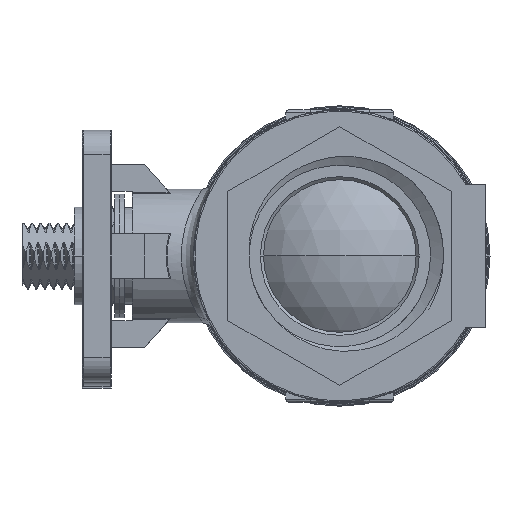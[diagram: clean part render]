
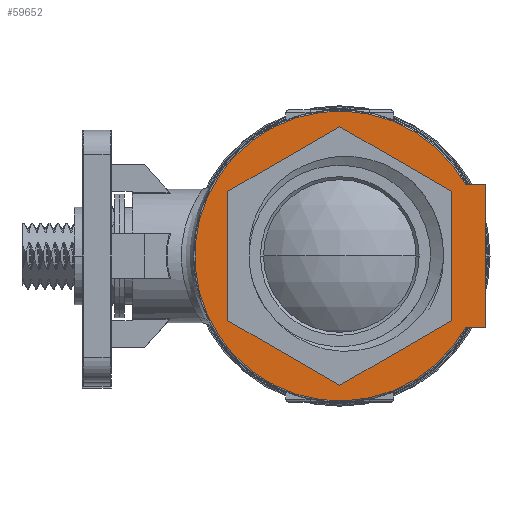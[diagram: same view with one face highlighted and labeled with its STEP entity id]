
A CAD part, left-side view. The second image highlights one B-rep face of the part: STEP entity #59652.
In plain terms, the highlighted planar face has unit normal (-1, 0, 0).
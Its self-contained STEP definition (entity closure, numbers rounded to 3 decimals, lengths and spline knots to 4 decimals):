
#231 = VERTEX_POINT ( 'NONE', #29102 ) ;
#2491 = CARTESIAN_POINT ( 'NONE',  ( -1.016, -0.9158, -0.5287 ) ) ;
#3680 = DIRECTION ( 'NONE',  ( 0., 0., 1. ) ) ;
#4651 = DIRECTION ( 'NONE',  ( 0., 0., 1. ) ) ;
#4739 = CARTESIAN_POINT ( 'NONE',  ( -1.016, 0., -1.0575 ) ) ;
#7899 = DIRECTION ( 'NONE',  ( 0., 0., -1. ) ) ;
#8974 = LINE ( 'NONE', #2491, #50662 ) ;
#10136 = VERTEX_POINT ( 'NONE', #75056 ) ;
#11745 = DIRECTION ( 'NONE',  ( 0., 0.866, -0.5 ) ) ;
#12005 = VERTEX_POINT ( 'NONE', #95424 ) ;
#13636 = EDGE_CURVE ( 'NONE', #87448, #83883, #32834, .T. ) ;
#14394 = ORIENTED_EDGE ( 'NONE', *, *, #49797, .T. ) ;
#15967 = CARTESIAN_POINT ( 'NONE',  ( -1.016, -1.1955, 0.585 ) ) ;
#17720 = CARTESIAN_POINT ( 'NONE',  ( -1.016, 0.9158, 0.5287 ) ) ;
#18078 = VECTOR ( 'NONE', #11745, 39.3701 ) ;
#18242 = AXIS2_PLACEMENT_3D ( 'NONE', #30520, #26140, #65371 ) ;
#18461 = EDGE_CURVE ( 'NONE', #84553, #85784, #32274, .T. ) ;
#20457 = CARTESIAN_POINT ( 'NONE',  ( -1.016, -1.1955, -0.585 ) ) ;
#21384 = FACE_BOUND ( 'NONE', #96362, .T. ) ;
#21922 = ORIENTED_EDGE ( 'NONE', *, *, #18461, .T. ) ;
#23572 = ORIENTED_EDGE ( 'NONE', *, *, #102398, .T. ) ;
#25136 = CIRCLE ( 'NONE', #18242, 1.1855 ) ;
#25149 = DIRECTION ( 'NONE',  ( 0., -1., 0. ) ) ;
#25982 = VECTOR ( 'NONE', #63999, 39.3701 ) ;
#26140 = DIRECTION ( 'NONE',  ( -1., 0., 0. ) ) ;
#29102 = CARTESIAN_POINT ( 'NONE',  ( -1.016, 0., 1.0575 ) ) ;
#29719 = ORIENTED_EDGE ( 'NONE', *, *, #59595, .T. ) ;
#30520 = CARTESIAN_POINT ( 'NONE',  ( -1.016, 0., 0. ) ) ;
#30981 = CARTESIAN_POINT ( 'NONE',  ( -1.016, -0.9158, -0.5287 ) ) ;
#31815 = AXIS2_PLACEMENT_3D ( 'NONE', #37516, #70795, #3680 ) ;
#32014 = EDGE_CURVE ( 'NONE', #85784, #231, #59089, .T. ) ;
#32274 = LINE ( 'NONE', #97805, #68097 ) ;
#32834 = LINE ( 'NONE', #98363, #87070 ) ;
#33209 = CARTESIAN_POINT ( 'NONE',  ( -1.016, -1.1955, -0.585 ) ) ;
#33702 = DIRECTION ( 'NONE',  ( 0., 0., -1. ) ) ;
#36039 = CARTESIAN_POINT ( 'NONE',  ( -1.016, 0., -1.0575 ) ) ;
#37516 = CARTESIAN_POINT ( 'NONE',  ( -1.016, 0., 0. ) ) ;
#40700 = CARTESIAN_POINT ( 'NONE',  ( -1.016, -1.1955, 0.585 ) ) ;
#46669 = ORIENTED_EDGE ( 'NONE', *, *, #105935, .T. ) ;
#49797 = EDGE_CURVE ( 'NONE', #10136, #87745, #100861, .T. ) ;
#50662 = VECTOR ( 'NONE', #33702, 39.3701 ) ;
#53095 = LINE ( 'NONE', #4739, #18078 ) ;
#54887 = CARTESIAN_POINT ( 'NONE',  ( -1.016, 0.9158, -0.5287 ) ) ;
#56916 = ORIENTED_EDGE ( 'NONE', *, *, #71004, .T. ) ;
#59089 = LINE ( 'NONE', #76824, #68176 ) ;
#59595 = EDGE_CURVE ( 'NONE', #62090, #91411, #53095, .T. ) ;
#59652 = ADVANCED_FACE ( 'NONE', ( #102537, #21384 ), #61676, .T. ) ;
#61676 = PLANE ( 'NONE',  #31815 ) ;
#62090 = VERTEX_POINT ( 'NONE', #30981 ) ;
#62508 = ORIENTED_EDGE ( 'NONE', *, *, #76869, .T. ) ;
#63999 = DIRECTION ( 'NONE',  ( 0., 0.866, 0.5 ) ) ;
#64773 = CARTESIAN_POINT ( 'NONE',  ( -1.016, -1.0311, 0.585 ) ) ;
#65371 = DIRECTION ( 'NONE',  ( 0., -1., 0. ) ) ;
#68097 = VECTOR ( 'NONE', #4651, 39.3701 ) ;
#68176 = VECTOR ( 'NONE', #83818, 39.3701 ) ;
#68328 = EDGE_CURVE ( 'NONE', #83883, #87745, #83603, .T. ) ;
#68484 = LINE ( 'NONE', #76007, #74937 ) ;
#69758 = ORIENTED_EDGE ( 'NONE', *, *, #13636, .F. ) ;
#70795 = DIRECTION ( 'NONE',  ( -1., 0., 0. ) ) ;
#71004 = EDGE_CURVE ( 'NONE', #12005, #62090, #8974, .T. ) ;
#71171 = VECTOR ( 'NONE', #25149, 39.3701 ) ;
#71349 = CARTESIAN_POINT ( 'NONE',  ( -1.016, 0.9158, -0.5287 ) ) ;
#74937 = VECTOR ( 'NONE', #91606, 39.3701 ) ;
#75056 = CARTESIAN_POINT ( 'NONE',  ( -1.016, -1.0311, -0.585 ) ) ;
#76007 = CARTESIAN_POINT ( 'NONE',  ( -1.016, -0.9158, 0.5287 ) ) ;
#76412 = VECTOR ( 'NONE', #7899, 39.3701 ) ;
#76511 = ORIENTED_EDGE ( 'NONE', *, *, #68328, .F. ) ;
#76824 = CARTESIAN_POINT ( 'NONE',  ( -1.016, 0., 1.0575 ) ) ;
#76869 = EDGE_CURVE ( 'NONE', #87448, #10136, #25136, .T. ) ;
#77428 = EDGE_LOOP ( 'NONE', ( #62508, #14394, #76511, #69758 ) ) ;
#83603 = LINE ( 'NONE', #15967, #76412 ) ;
#83818 = DIRECTION ( 'NONE',  ( 0., -0.866, 0.5 ) ) ;
#83883 = VERTEX_POINT ( 'NONE', #40700 ) ;
#84553 = VERTEX_POINT ( 'NONE', #71349 ) ;
#85096 = ORIENTED_EDGE ( 'NONE', *, *, #32014, .T. ) ;
#85784 = VERTEX_POINT ( 'NONE', #17720 ) ;
#87070 = VECTOR ( 'NONE', #90308, 39.3701 ) ;
#87448 = VERTEX_POINT ( 'NONE', #64773 ) ;
#87745 = VERTEX_POINT ( 'NONE', #20457 ) ;
#88205 = LINE ( 'NONE', #54887, #25982 ) ;
#90308 = DIRECTION ( 'NONE',  ( 0., -1., 0. ) ) ;
#91411 = VERTEX_POINT ( 'NONE', #36039 ) ;
#91606 = DIRECTION ( 'NONE',  ( 0., -0.866, -0.5 ) ) ;
#95424 = CARTESIAN_POINT ( 'NONE',  ( -1.016, -0.9158, 0.5287 ) ) ;
#96362 = EDGE_LOOP ( 'NONE', ( #56916, #29719, #46669, #21922, #85096, #23572 ) ) ;
#97805 = CARTESIAN_POINT ( 'NONE',  ( -1.016, 0.9158, 0.5287 ) ) ;
#98363 = CARTESIAN_POINT ( 'NONE',  ( -1.016, -1.1955, 0.585 ) ) ;
#100861 = LINE ( 'NONE', #33209, #71171 ) ;
#102398 = EDGE_CURVE ( 'NONE', #231, #12005, #68484, .T. ) ;
#102537 = FACE_OUTER_BOUND ( 'NONE', #77428, .T. ) ;
#105935 = EDGE_CURVE ( 'NONE', #91411, #84553, #88205, .T. ) ;
